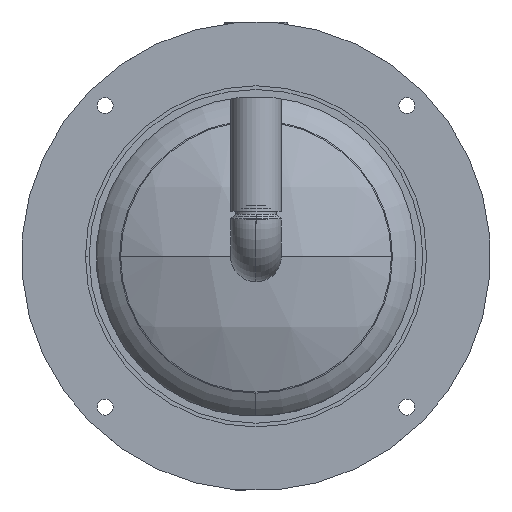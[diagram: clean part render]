
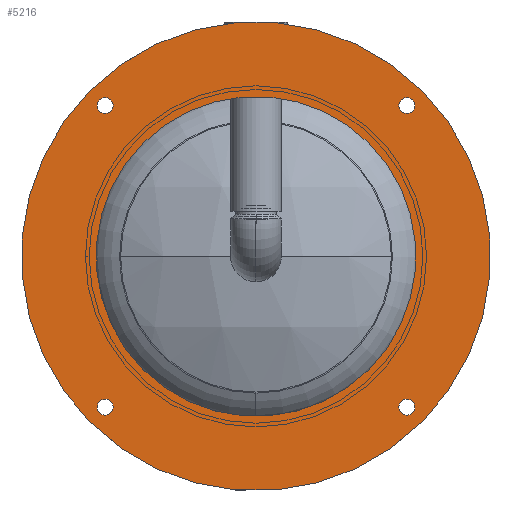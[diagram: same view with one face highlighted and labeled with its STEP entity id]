
A CAD part, top view. The second image highlights one B-rep face of the part: STEP entity #5216.
In plain terms, the highlighted planar face has unit normal (0, 0, 1).
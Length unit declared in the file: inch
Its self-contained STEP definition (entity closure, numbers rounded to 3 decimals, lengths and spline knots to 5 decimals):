
#46 = EDGE_CURVE ( 'NONE', #701, #6023, #18801, .T. ) ;
#91 = VERTEX_POINT ( 'NONE', #1996 ) ;
#134 = CARTESIAN_POINT ( 'NONE',  ( 0., -10., 0.112 ) ) ;
#247 = FACE_BOUND ( 'NONE', #10742, .T. ) ;
#375 = ORIENTED_EDGE ( 'NONE', *, *, #5035, .T. ) ;
#659 = DIRECTION ( 'NONE',  ( 1., 0., 0. ) ) ;
#701 = VERTEX_POINT ( 'NONE', #15717 ) ;
#713 = DIRECTION ( 'NONE',  ( -1., 0., 0. ) ) ;
#815 = CIRCLE ( 'NONE', #12236, 7.5 ) ;
#1027 = EDGE_CURVE ( 'NONE', #8669, #15113, #815, .T. ) ;
#1044 = ORIENTED_EDGE ( 'NONE', *, *, #10526, .T. ) ;
#1046 = CIRCLE ( 'NONE', #18701, 0.375 ) ;
#1469 = AXIS2_PLACEMENT_3D ( 'NONE', #15619, #2204, #18905 ) ;
#1702 = ORIENTED_EDGE ( 'NONE', *, *, #9481, .T. ) ;
#1728 = DIRECTION ( 'NONE',  ( 1., 0., 0. ) ) ;
#1889 = VERTEX_POINT ( 'NONE', #19262 ) ;
#1996 = CARTESIAN_POINT ( 'NONE',  ( -10.375, 0., 0.112 ) ) ;
#2204 = DIRECTION ( 'NONE',  ( 0., 0., -1. ) ) ;
#2502 = DIRECTION ( 'NONE',  ( -1., 0., 0. ) ) ;
#2544 = DIRECTION ( 'NONE',  ( -1., 0., 0. ) ) ;
#2691 = ORIENTED_EDGE ( 'NONE', *, *, #46, .T. ) ;
#3017 = CARTESIAN_POINT ( 'NONE',  ( 0., 0., 0.112 ) ) ;
#3180 = EDGE_LOOP ( 'NONE', ( #2691, #20806 ) ) ;
#3246 = DIRECTION ( 'NONE',  ( 0., 0., 1. ) ) ;
#3268 = EDGE_LOOP ( 'NONE', ( #11626, #18772 ) ) ;
#3270 = AXIS2_PLACEMENT_3D ( 'NONE', #134, #17896, #18630 ) ;
#3473 = VERTEX_POINT ( 'NONE', #14220 ) ;
#3528 = CIRCLE ( 'NONE', #1469, 0.375 ) ;
#3787 = EDGE_CURVE ( 'NONE', #6023, #701, #12543, .T. ) ;
#4065 = DIRECTION ( 'NONE',  ( 0., 0., -1. ) ) ;
#4389 = CARTESIAN_POINT ( 'NONE',  ( 0.375, -10., 0.112 ) ) ;
#4720 = CARTESIAN_POINT ( 'NONE',  ( 7.5, 0., 0.112 ) ) ;
#4796 = VERTEX_POINT ( 'NONE', #11317 ) ;
#5035 = EDGE_CURVE ( 'NONE', #15646, #91, #5350, .T. ) ;
#5085 = DIRECTION ( 'NONE',  ( 1., 0., 0. ) ) ;
#5129 = PLANE ( 'NONE',  #10198 ) ;
#5216 = ADVANCED_FACE ( 'NONE', ( #13345, #14563, #18557, #247, #5232, #16189 ), #5129, .T. ) ;
#5232 = FACE_OUTER_BOUND ( 'NONE', #3180, .T. ) ;
#5279 = EDGE_LOOP ( 'NONE', ( #20762, #13968 ) ) ;
#5350 = CIRCLE ( 'NONE', #13980, 0.375 ) ;
#5833 = EDGE_CURVE ( 'NONE', #9220, #3473, #1046, .T. ) ;
#6023 = VERTEX_POINT ( 'NONE', #20643 ) ;
#6243 = AXIS2_PLACEMENT_3D ( 'NONE', #16949, #15528, #713 ) ;
#6353 = CARTESIAN_POINT ( 'NONE',  ( 0., 0., 0.112 ) ) ;
#6390 = AXIS2_PLACEMENT_3D ( 'NONE', #8515, #4065, #16845 ) ;
#6464 = EDGE_LOOP ( 'NONE', ( #1044, #7127 ) ) ;
#7127 = ORIENTED_EDGE ( 'NONE', *, *, #15051, .T. ) ;
#7389 = CIRCLE ( 'NONE', #10169, 0.375 ) ;
#8119 = DIRECTION ( 'NONE',  ( 0., 0., -1. ) ) ;
#8257 = CIRCLE ( 'NONE', #10678, 0.375 ) ;
#8352 = CARTESIAN_POINT ( 'NONE',  ( -9.625, 0., 0.112 ) ) ;
#8462 = CIRCLE ( 'NONE', #3270, 0.375 ) ;
#8515 = CARTESIAN_POINT ( 'NONE',  ( -10., 0., 0.112 ) ) ;
#8631 = CARTESIAN_POINT ( 'NONE',  ( 10., 0., 0.112 ) ) ;
#8669 = VERTEX_POINT ( 'NONE', #13764 ) ;
#9220 = VERTEX_POINT ( 'NONE', #15555 ) ;
#9310 = VERTEX_POINT ( 'NONE', #20113 ) ;
#9481 = EDGE_CURVE ( 'NONE', #91, #15646, #17779, .T. ) ;
#10008 = AXIS2_PLACEMENT_3D ( 'NONE', #11173, #3246, #1728 ) ;
#10016 = VERTEX_POINT ( 'NONE', #4389 ) ;
#10169 = AXIS2_PLACEMENT_3D ( 'NONE', #21239, #8119, #2502 ) ;
#10198 = AXIS2_PLACEMENT_3D ( 'NONE', #6353, #12953, #16802 ) ;
#10367 = DIRECTION ( 'NONE',  ( 0., 0., -1. ) ) ;
#10526 = EDGE_CURVE ( 'NONE', #1889, #10016, #8462, .T. ) ;
#10678 = AXIS2_PLACEMENT_3D ( 'NONE', #8631, #10367, #18281 ) ;
#10742 = EDGE_LOOP ( 'NONE', ( #19456, #13053 ) ) ;
#11173 = CARTESIAN_POINT ( 'NONE',  ( 0., 0., 0.112 ) ) ;
#11268 = DIRECTION ( 'NONE',  ( 1., 0., 0. ) ) ;
#11317 = CARTESIAN_POINT ( 'NONE',  ( -0.375, 10., 0.112 ) ) ;
#11442 = DIRECTION ( 'NONE',  ( 0., 0., -1. ) ) ;
#11626 = ORIENTED_EDGE ( 'NONE', *, *, #11834, .T. ) ;
#11834 = EDGE_CURVE ( 'NONE', #3473, #9220, #8257, .T. ) ;
#11845 = AXIS2_PLACEMENT_3D ( 'NONE', #19921, #17969, #5085 ) ;
#12236 = AXIS2_PLACEMENT_3D ( 'NONE', #17426, #15804, #659 ) ;
#12543 = CIRCLE ( 'NONE', #11845, 11. ) ;
#12617 = EDGE_CURVE ( 'NONE', #15113, #8669, #14145, .T. ) ;
#12632 = CARTESIAN_POINT ( 'NONE',  ( -10., 0., 0.112 ) ) ;
#12953 = DIRECTION ( 'NONE',  ( 0., 0., 1. ) ) ;
#13053 = ORIENTED_EDGE ( 'NONE', *, *, #21391, .T. ) ;
#13345 = FACE_BOUND ( 'NONE', #18756, .T. ) ;
#13764 = CARTESIAN_POINT ( 'NONE',  ( -7.5, 0., 0.112 ) ) ;
#13968 = ORIENTED_EDGE ( 'NONE', *, *, #12617, .F. ) ;
#13980 = AXIS2_PLACEMENT_3D ( 'NONE', #12632, #14458, #2544 ) ;
#14145 = CIRCLE ( 'NONE', #10008, 7.5 ) ;
#14220 = CARTESIAN_POINT ( 'NONE',  ( 9.625, 0., 0.112 ) ) ;
#14458 = DIRECTION ( 'NONE',  ( 0., 0., -1. ) ) ;
#14563 = FACE_BOUND ( 'NONE', #6464, .T. ) ;
#15051 = EDGE_CURVE ( 'NONE', #10016, #1889, #16249, .T. ) ;
#15113 = VERTEX_POINT ( 'NONE', #4720 ) ;
#15528 = DIRECTION ( 'NONE',  ( 0., 0., -1. ) ) ;
#15555 = CARTESIAN_POINT ( 'NONE',  ( 10.375, 0., 0.112 ) ) ;
#15619 = CARTESIAN_POINT ( 'NONE',  ( 0., 10., 0.112 ) ) ;
#15646 = VERTEX_POINT ( 'NONE', #8352 ) ;
#15717 = CARTESIAN_POINT ( 'NONE',  ( -11., 0., 0.112 ) ) ;
#15804 = DIRECTION ( 'NONE',  ( 0., 0., 1. ) ) ;
#16189 = FACE_BOUND ( 'NONE', #5279, .T. ) ;
#16249 = CIRCLE ( 'NONE', #6243, 0.375 ) ;
#16802 = DIRECTION ( 'NONE',  ( 1., 0., 0. ) ) ;
#16845 = DIRECTION ( 'NONE',  ( -1., 0., 0. ) ) ;
#16949 = CARTESIAN_POINT ( 'NONE',  ( 0., -10., 0.112 ) ) ;
#17426 = CARTESIAN_POINT ( 'NONE',  ( 0., 0., 0.112 ) ) ;
#17779 = CIRCLE ( 'NONE', #6390, 0.375 ) ;
#17896 = DIRECTION ( 'NONE',  ( 0., 0., -1. ) ) ;
#17940 = DIRECTION ( 'NONE',  ( -1., 0., 0. ) ) ;
#17969 = DIRECTION ( 'NONE',  ( 0., 0., 1. ) ) ;
#18075 = DIRECTION ( 'NONE',  ( 0., 0., 1. ) ) ;
#18155 = CARTESIAN_POINT ( 'NONE',  ( 10., 0., 0.112 ) ) ;
#18281 = DIRECTION ( 'NONE',  ( -1., 0., 0. ) ) ;
#18322 = EDGE_CURVE ( 'NONE', #4796, #9310, #3528, .T. ) ;
#18557 = FACE_BOUND ( 'NONE', #3268, .T. ) ;
#18630 = DIRECTION ( 'NONE',  ( -1., 0., 0. ) ) ;
#18701 = AXIS2_PLACEMENT_3D ( 'NONE', #18155, #11442, #17940 ) ;
#18756 = EDGE_LOOP ( 'NONE', ( #1702, #375 ) ) ;
#18772 = ORIENTED_EDGE ( 'NONE', *, *, #5833, .T. ) ;
#18785 = AXIS2_PLACEMENT_3D ( 'NONE', #3017, #18075, #11268 ) ;
#18801 = CIRCLE ( 'NONE', #18785, 11. ) ;
#18905 = DIRECTION ( 'NONE',  ( -1., 0., 0. ) ) ;
#19262 = CARTESIAN_POINT ( 'NONE',  ( -0.375, -10., 0.112 ) ) ;
#19456 = ORIENTED_EDGE ( 'NONE', *, *, #18322, .T. ) ;
#19921 = CARTESIAN_POINT ( 'NONE',  ( 0., 0., 0.112 ) ) ;
#20113 = CARTESIAN_POINT ( 'NONE',  ( 0.375, 10., 0.112 ) ) ;
#20643 = CARTESIAN_POINT ( 'NONE',  ( 11., 0., 0.112 ) ) ;
#20762 = ORIENTED_EDGE ( 'NONE', *, *, #1027, .F. ) ;
#20806 = ORIENTED_EDGE ( 'NONE', *, *, #3787, .T. ) ;
#21239 = CARTESIAN_POINT ( 'NONE',  ( 0., 10., 0.112 ) ) ;
#21391 = EDGE_CURVE ( 'NONE', #9310, #4796, #7389, .T. ) ;
